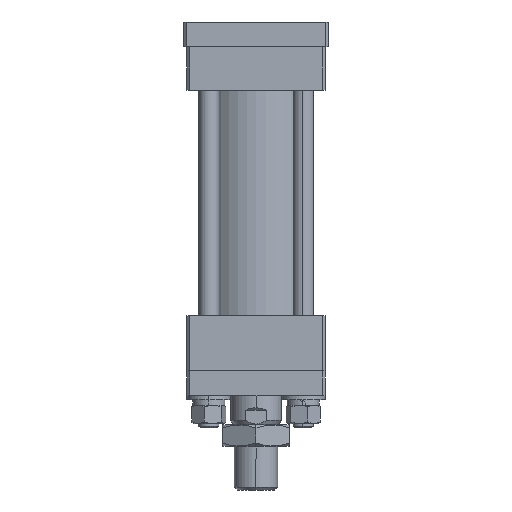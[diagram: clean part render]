
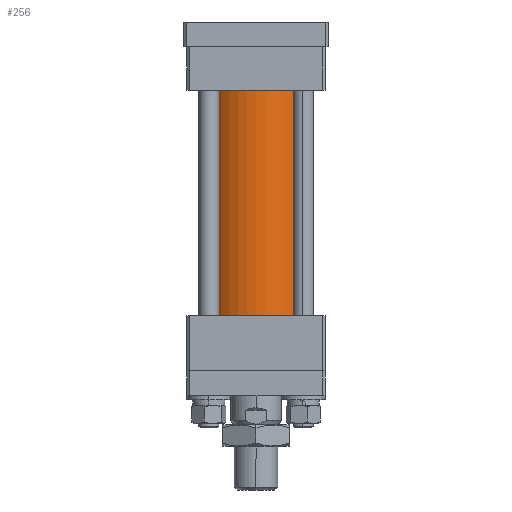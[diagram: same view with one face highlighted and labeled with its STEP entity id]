
A CAD part, left-side view. The second image highlights one B-rep face of the part: STEP entity #256.
In plain terms, the highlighted cylindrical face has radius 37.5 mm (diameter 75 mm), a partial arc.
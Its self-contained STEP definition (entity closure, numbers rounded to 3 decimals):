
#256 = ADVANCED_FACE ( 'NONE', ( #4561 ), #4576, .T. ) ;
#1668 = DIRECTION ( 'NONE',  ( 0., -1., 0. ) ) ;
#1670 = CARTESIAN_POINT ( 'NONE',  ( 0., 155., 0. ) ) ;
#1754 = DIRECTION ( 'NONE',  ( 0., 0., -1. ) ) ;
#1996 = CARTESIAN_POINT ( 'NONE',  ( 0., 0., 0. ) ) ;
#2070 = CARTESIAN_POINT ( 'NONE',  ( 0., 0., 37.5 ) ) ;
#2083 = CARTESIAN_POINT ( 'NONE',  ( 0., 155., -37.5 ) ) ;
#2084 = CARTESIAN_POINT ( 'NONE',  ( 0., 155., 37.5 ) ) ;
#2112 = DIRECTION ( 'NONE',  ( 0., 1., 0. ) ) ;
#2140 = DIRECTION ( 'NONE',  ( 0., 0., 1. ) ) ;
#2169 = DIRECTION ( 'NONE',  ( 0., 1., 0. ) ) ;
#2179 = CARTESIAN_POINT ( 'NONE',  ( 0., 155., -37.5 ) ) ;
#2255 = CARTESIAN_POINT ( 'NONE',  ( 0., 155., 0. ) ) ;
#2257 = DIRECTION ( 'NONE',  ( 0., 0., 1. ) ) ;
#2294 = DIRECTION ( 'NONE',  ( 0., -1., 0. ) ) ;
#2404 = CARTESIAN_POINT ( 'NONE',  ( 0., 0., -37.5 ) ) ;
#2449 = CARTESIAN_POINT ( 'NONE',  ( 0., 155., 37.5 ) ) ;
#2450 = DIRECTION ( 'NONE',  ( 0., -1., 0. ) ) ;
#2583 = VERTEX_POINT ( 'NONE', #2070 ) ;
#2594 = VERTEX_POINT ( 'NONE', #2083 ) ;
#2595 = VERTEX_POINT ( 'NONE', #2084 ) ;
#2720 = VERTEX_POINT ( 'NONE', #2404 ) ;
#2762 = EDGE_CURVE ( 'NONE', #2720, #2583, #5127, .T. ) ;
#2771 = EDGE_CURVE ( 'NONE', #2594, #2595, #5131, .T. ) ;
#2784 = EDGE_CURVE ( 'NONE', #2594, #2720, #5145, .T. ) ;
#2793 = EDGE_CURVE ( 'NONE', #2595, #2583, #5162, .T. ) ;
#3914 = AXIS2_PLACEMENT_3D ( 'NONE', #1996, #2112, #2140 ) ;
#3923 = AXIS2_PLACEMENT_3D ( 'NONE', #2255, #2169, #2257 ) ;
#4515 = EDGE_LOOP ( 'NONE', ( #8696, #8697, #8700, #8652 ) ) ;
#4561 = FACE_OUTER_BOUND ( 'NONE', #4515, .T. ) ;
#4576 = CYLINDRICAL_SURFACE ( 'NONE', #7420, 37.5 ) ;
#5127 = CIRCLE ( 'NONE', #3914, 37.5 ) ;
#5131 = CIRCLE ( 'NONE', #3923, 37.5 ) ;
#5145 = LINE ( 'NONE', #2179, #5151 ) ;
#5151 = VECTOR ( 'NONE', #2294, 1000. ) ;
#5162 = LINE ( 'NONE', #2449, #5164 ) ;
#5164 = VECTOR ( 'NONE', #2450, 1000. ) ;
#7420 = AXIS2_PLACEMENT_3D ( 'NONE', #1670, #1668, #1754 ) ;
#8652 = ORIENTED_EDGE ( 'NONE', *, *, #2762, .T. ) ;
#8696 = ORIENTED_EDGE ( 'NONE', *, *, #2793, .F. ) ;
#8697 = ORIENTED_EDGE ( 'NONE', *, *, #2771, .F. ) ;
#8700 = ORIENTED_EDGE ( 'NONE', *, *, #2784, .T. ) ;
